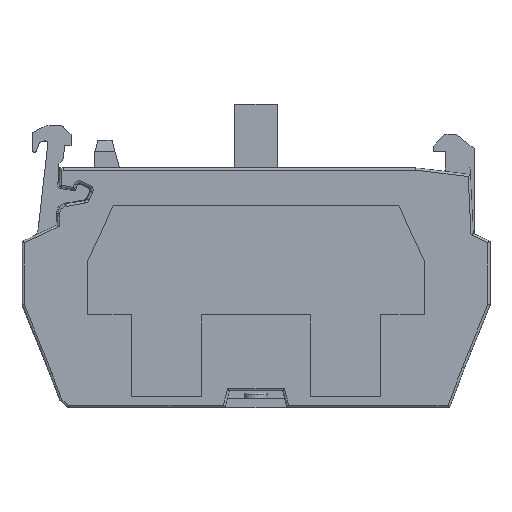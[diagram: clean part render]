
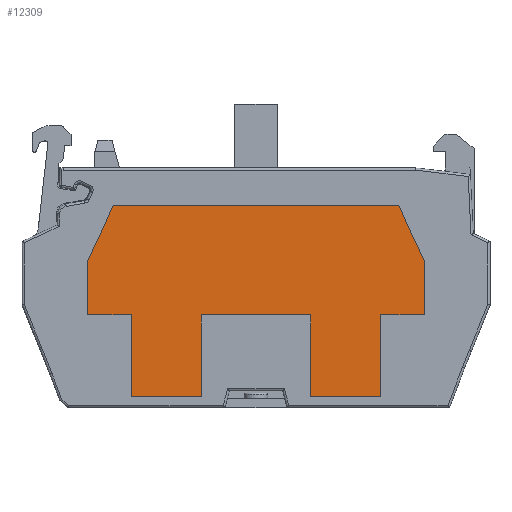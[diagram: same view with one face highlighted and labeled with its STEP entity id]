
A CAD part, top view. The second image highlights one B-rep face of the part: STEP entity #12309.
In plain terms, the highlighted planar face has unit normal (0, 0, 1).
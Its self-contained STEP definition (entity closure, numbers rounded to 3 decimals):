
#12291=AXIS2_PLACEMENT_3D('Plane Axis2P3D',#12288,#12289,#12290) ;
#7560=CARTESIAN_POINT('Vertex',(-15.1,13.179,8.)) ;
#7563=CARTESIAN_POINT('Line Origine',(-13.953,15.639,8.)) ;
#7567=CARTESIAN_POINT('Vertex',(-12.805,18.1,8.)) ;
#7598=CARTESIAN_POINT('Vertex',(-15.1,8.3,8.)) ;
#7601=CARTESIAN_POINT('Line Origine',(-15.1,10.739,8.)) ;
#7629=CARTESIAN_POINT('Vertex',(-11.2,8.3,8.)) ;
#7632=CARTESIAN_POINT('Line Origine',(-13.15,8.3,8.)) ;
#7660=CARTESIAN_POINT('Vertex',(-11.2,1.,8.)) ;
#7663=CARTESIAN_POINT('Line Origine',(-11.2,4.65,8.)) ;
#7691=CARTESIAN_POINT('Vertex',(-4.9,1.,8.)) ;
#7694=CARTESIAN_POINT('Line Origine',(-8.05,1.,8.)) ;
#7722=CARTESIAN_POINT('Vertex',(-4.9,8.3,8.)) ;
#7725=CARTESIAN_POINT('Line Origine',(-4.9,4.65,8.)) ;
#7748=CARTESIAN_POINT('Vertex',(4.9,8.3,8.)) ;
#7751=CARTESIAN_POINT('Line Origine',(0.,8.3,8.)) ;
#7779=CARTESIAN_POINT('Vertex',(4.9,1.,8.)) ;
#7782=CARTESIAN_POINT('Line Origine',(4.9,4.65,8.)) ;
#7805=CARTESIAN_POINT('Vertex',(11.2,1.,8.)) ;
#7808=CARTESIAN_POINT('Line Origine',(8.05,1.,8.)) ;
#7836=CARTESIAN_POINT('Vertex',(11.2,8.3,8.)) ;
#7839=CARTESIAN_POINT('Line Origine',(11.2,4.65,8.)) ;
#7862=CARTESIAN_POINT('Vertex',(15.1,8.3,8.)) ;
#7865=CARTESIAN_POINT('Line Origine',(13.15,8.3,8.)) ;
#7893=CARTESIAN_POINT('Vertex',(15.1,13.179,8.)) ;
#7896=CARTESIAN_POINT('Line Origine',(15.1,10.739,8.)) ;
#7924=CARTESIAN_POINT('Vertex',(12.805,18.1,8.)) ;
#7927=CARTESIAN_POINT('Line Origine',(13.953,15.639,8.)) ;
#7951=CARTESIAN_POINT('Line Origine',(0.,18.1,8.)) ;
#12288=CARTESIAN_POINT('Axis2P3D Location',(0.,0.,8.)) ;
#7564=DIRECTION('Vector Direction',(-0.423,-0.906,0.)) ;
#7602=DIRECTION('Vector Direction',(0.,-1.,0.)) ;
#7633=DIRECTION('Vector Direction',(-1.,0.,0.)) ;
#7664=DIRECTION('Vector Direction',(0.,-1.,0.)) ;
#7695=DIRECTION('Vector Direction',(1.,0.,0.)) ;
#7726=DIRECTION('Vector Direction',(0.,-1.,0.)) ;
#7752=DIRECTION('Vector Direction',(-1.,0.,0.)) ;
#7783=DIRECTION('Vector Direction',(0.,-1.,0.)) ;
#7809=DIRECTION('Vector Direction',(1.,0.,0.)) ;
#7840=DIRECTION('Vector Direction',(0.,-1.,0.)) ;
#7866=DIRECTION('Vector Direction',(-1.,0.,0.)) ;
#7897=DIRECTION('Vector Direction',(0.,-1.,0.)) ;
#7928=DIRECTION('Vector Direction',(0.423,-0.906,0.)) ;
#7952=DIRECTION('Vector Direction',(1.,0.,0.)) ;
#12289=DIRECTION('Axis2P3D Direction',(0.,0.,-1.)) ;
#12290=DIRECTION('Axis2P3D XDirection',(-1.,0.,0.)) ;
#7565=VECTOR('Line Direction',#7564,1.) ;
#7603=VECTOR('Line Direction',#7602,1.) ;
#7634=VECTOR('Line Direction',#7633,1.) ;
#7665=VECTOR('Line Direction',#7664,1.) ;
#7696=VECTOR('Line Direction',#7695,1.) ;
#7727=VECTOR('Line Direction',#7726,1.) ;
#7753=VECTOR('Line Direction',#7752,1.) ;
#7784=VECTOR('Line Direction',#7783,1.) ;
#7810=VECTOR('Line Direction',#7809,1.) ;
#7841=VECTOR('Line Direction',#7840,1.) ;
#7867=VECTOR('Line Direction',#7866,1.) ;
#7898=VECTOR('Line Direction',#7897,1.) ;
#7929=VECTOR('Line Direction',#7928,1.) ;
#7953=VECTOR('Line Direction',#7952,1.) ;
#12294=ORIENTED_EDGE('',*,*,#7786,.F.) ;
#12295=ORIENTED_EDGE('',*,*,#7812,.F.) ;
#12296=ORIENTED_EDGE('',*,*,#7843,.F.) ;
#12297=ORIENTED_EDGE('',*,*,#7869,.F.) ;
#12298=ORIENTED_EDGE('',*,*,#7900,.F.) ;
#12299=ORIENTED_EDGE('',*,*,#7931,.F.) ;
#12300=ORIENTED_EDGE('',*,*,#7955,.T.) ;
#12301=ORIENTED_EDGE('',*,*,#7569,.T.) ;
#12302=ORIENTED_EDGE('',*,*,#7605,.T.) ;
#12303=ORIENTED_EDGE('',*,*,#7636,.T.) ;
#12304=ORIENTED_EDGE('',*,*,#7667,.T.) ;
#12305=ORIENTED_EDGE('',*,*,#7698,.T.) ;
#12306=ORIENTED_EDGE('',*,*,#7729,.T.) ;
#12307=ORIENTED_EDGE('',*,*,#7755,.T.) ;
#12309=ADVANCED_FACE('Corps principal ( *SOL1 - wsp *MASTER -  )',(#12308),#12292,.F.) ;
#7569=EDGE_CURVE('',#7568,#7561,#7566,.T.) ;
#7605=EDGE_CURVE('',#7561,#7599,#7604,.T.) ;
#7636=EDGE_CURVE('',#7599,#7630,#7635,.F.) ;
#7667=EDGE_CURVE('',#7630,#7661,#7666,.T.) ;
#7698=EDGE_CURVE('',#7661,#7692,#7697,.T.) ;
#7729=EDGE_CURVE('',#7692,#7723,#7728,.F.) ;
#7755=EDGE_CURVE('',#7723,#7749,#7754,.F.) ;
#7786=EDGE_CURVE('',#7780,#7749,#7785,.F.) ;
#7812=EDGE_CURVE('',#7806,#7780,#7811,.F.) ;
#7843=EDGE_CURVE('',#7837,#7806,#7842,.T.) ;
#7869=EDGE_CURVE('',#7863,#7837,#7868,.T.) ;
#7900=EDGE_CURVE('',#7894,#7863,#7899,.T.) ;
#7931=EDGE_CURVE('',#7925,#7894,#7930,.T.) ;
#7955=EDGE_CURVE('',#7925,#7568,#7954,.F.) ;
#12293=EDGE_LOOP('',(#12294,#12295,#12296,#12297,#12298,#12299,#12300,#12301,#12302,#12303,#12304,#12305,#12306,#12307)) ;
#12308=FACE_OUTER_BOUND('',#12293,.T.) ;
#7566=LINE('Line',#7563,#7565) ;
#7604=LINE('Line',#7601,#7603) ;
#7635=LINE('Line',#7632,#7634) ;
#7666=LINE('Line',#7663,#7665) ;
#7697=LINE('Line',#7694,#7696) ;
#7728=LINE('Line',#7725,#7727) ;
#7754=LINE('Line',#7751,#7753) ;
#7785=LINE('Line',#7782,#7784) ;
#7811=LINE('Line',#7808,#7810) ;
#7842=LINE('Line',#7839,#7841) ;
#7868=LINE('Line',#7865,#7867) ;
#7899=LINE('Line',#7896,#7898) ;
#7930=LINE('Line',#7927,#7929) ;
#7954=LINE('Line',#7951,#7953) ;
#12292=PLANE('',#12291) ;
#7561=VERTEX_POINT('',#7560) ;
#7568=VERTEX_POINT('',#7567) ;
#7599=VERTEX_POINT('',#7598) ;
#7630=VERTEX_POINT('',#7629) ;
#7661=VERTEX_POINT('',#7660) ;
#7692=VERTEX_POINT('',#7691) ;
#7723=VERTEX_POINT('',#7722) ;
#7749=VERTEX_POINT('',#7748) ;
#7780=VERTEX_POINT('',#7779) ;
#7806=VERTEX_POINT('',#7805) ;
#7837=VERTEX_POINT('',#7836) ;
#7863=VERTEX_POINT('',#7862) ;
#7894=VERTEX_POINT('',#7893) ;
#7925=VERTEX_POINT('',#7924) ;
